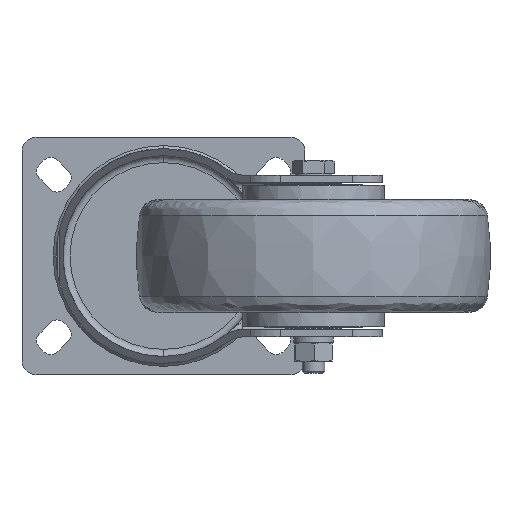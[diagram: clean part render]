
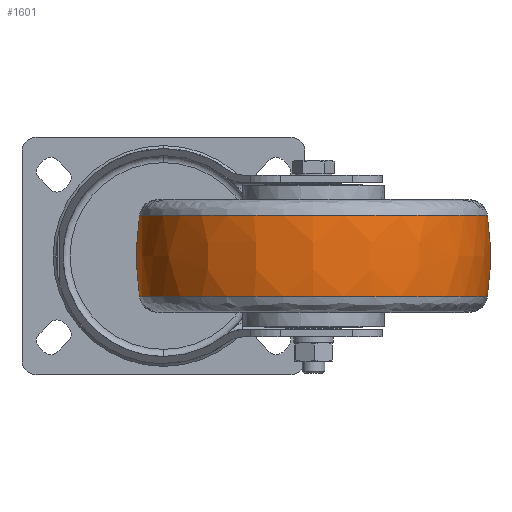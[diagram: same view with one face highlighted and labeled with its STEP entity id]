
A CAD part, front view. The second image highlights one B-rep face of the part: STEP entity #1601.
In plain terms, the highlighted free-form (B-spline) face has degree [3, 3] with [4, 4] control points.
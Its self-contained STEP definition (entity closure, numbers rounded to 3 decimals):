
#74 = VERTEX_POINT ( 'NONE', #9336 ) ;
#156 = FACE_OUTER_BOUND ( 'NONE', #8223, .T. ) ;
#642 = CIRCLE ( 'NONE', #9679, 61.467 ) ;
#692 = CARTESIAN_POINT ( 'NONE',  ( 114.467, -217.434, -14.337 ) ) ;
#736 = CARTESIAN_POINT ( 'NONE',  ( -8.467, -217.434, 14.337 ) ) ;
#1601 = ADVANCED_FACE ( 'NONE', ( #156 ), #4747, .T. ) ;
#1626 = CARTESIAN_POINT ( 'NONE',  ( 90.5, -94.5, 0. ) ) ;
#1653 = EDGE_CURVE ( 'NONE', #2532, #74, #642, .T. ) ;
#1784 = CARTESIAN_POINT ( 'NONE',  ( -8.467, -94.5, -14.337 ) ) ;
#2237 = CARTESIAN_POINT ( 'NONE',  ( 15.5, -94.5, 0. ) ) ;
#2478 = CIRCLE ( 'NONE', #4237, 61.467 ) ;
#2532 = VERTEX_POINT ( 'NONE', #8676 ) ;
#2560 = ORIENTED_EDGE ( 'NONE', *, *, #7969, .F. ) ;
#2709 = DIRECTION ( 'NONE',  ( -1., 0., 0. ) ) ;
#2821 = CARTESIAN_POINT ( 'NONE',  ( 114.467, -94.5, -14.337 ) ) ;
#2867 = CARTESIAN_POINT ( 'NONE',  ( 115.847, -220.194, -4.812 ) ) ;
#2986 = CARTESIAN_POINT ( 'NONE',  ( 53., -94.5, -14.337 ) ) ;
#3004 = AXIS2_PLACEMENT_3D ( 'NONE', #2237, #9653, #3317 ) ;
#3192 = CARTESIAN_POINT ( 'NONE',  ( 114.467, -94.5, 14.337 ) ) ;
#3317 = DIRECTION ( 'NONE',  ( 1., 0., 0. ) ) ;
#3616 = EDGE_CURVE ( 'NONE', #74, #5797, #9034, .T. ) ;
#3770 = VERTEX_POINT ( 'NONE', #9859 ) ;
#3925 = CARTESIAN_POINT ( 'NONE',  ( -9.847, -94.5, -4.812 ) ) ;
#4064 = DIRECTION ( 'NONE',  ( -1., 0., 0. ) ) ;
#4204 = CARTESIAN_POINT ( 'NONE',  ( 53., -94.5, 14.337 ) ) ;
#4237 = AXIS2_PLACEMENT_3D ( 'NONE', #4204, #11605, #5263 ) ;
#4747 =( BOUNDED_SURFACE ( )  B_SPLINE_SURFACE ( 3, 3, ( 
 ( #2821, #692, #8135, #1784 ),
 ( #9209, #2867, #10253, #3925 ),
 ( #11348, #5000, #12445, #6070 ),
 ( #13480, #7139, #736, #8177 ) ),
 .UNSPECIFIED., .F., .F., .F. ) 
 B_SPLINE_SURFACE_WITH_KNOTS ( ( 4, 4 ),
 ( 4, 4 ),
 ( 0., 1. ),
 ( 0., 1. ),
 .UNSPECIFIED. ) 
 GEOMETRIC_REPRESENTATION_ITEM ( )  RATIONAL_B_SPLINE_SURFACE ( (
 ( 1., 0.333, 0.333, 1.),
 ( 0.993, 0.331, 0.331, 0.993),
 ( 0.993, 0.331, 0.331, 0.993),
 ( 1., 0.333, 0.333, 1.) ) ) 
 REPRESENTATION_ITEM ( '' )  SURFACE ( )  );
#5000 = CARTESIAN_POINT ( 'NONE',  ( 115.847, -220.194, 4.812 ) ) ;
#5263 = DIRECTION ( 'NONE',  ( -1., 0., 0. ) ) ;
#5797 = VERTEX_POINT ( 'NONE', #3192 ) ;
#6070 = CARTESIAN_POINT ( 'NONE',  ( -9.847, -94.5, 4.812 ) ) ;
#7139 = CARTESIAN_POINT ( 'NONE',  ( 114.467, -217.434, 14.337 ) ) ;
#7398 = ORIENTED_EDGE ( 'NONE', *, *, #12085, .T. ) ;
#7960 = CIRCLE ( 'NONE', #10751, 100. ) ;
#7969 = EDGE_CURVE ( 'NONE', #2532, #3770, #7960, .T. ) ;
#8135 = CARTESIAN_POINT ( 'NONE',  ( -8.467, -217.434, -14.337 ) ) ;
#8177 = CARTESIAN_POINT ( 'NONE',  ( -8.467, -94.5, 14.337 ) ) ;
#8223 = EDGE_LOOP ( 'NONE', ( #12849, #10962, #7398, #2560 ) ) ;
#8676 = CARTESIAN_POINT ( 'NONE',  ( -8.467, -94.5, -14.337 ) ) ;
#9034 = CIRCLE ( 'NONE', #3004, 100. ) ;
#9046 = DIRECTION ( 'NONE',  ( 0., 1., 0. ) ) ;
#9209 = CARTESIAN_POINT ( 'NONE',  ( 115.847, -94.5, -4.812 ) ) ;
#9336 = CARTESIAN_POINT ( 'NONE',  ( 114.467, -94.5, -14.337 ) ) ;
#9653 = DIRECTION ( 'NONE',  ( 0., -1., 0. ) ) ;
#9679 = AXIS2_PLACEMENT_3D ( 'NONE', #2986, #10387, #4064 ) ;
#9859 = CARTESIAN_POINT ( 'NONE',  ( -8.467, -94.5, 14.337 ) ) ;
#10253 = CARTESIAN_POINT ( 'NONE',  ( -9.847, -220.194, -4.812 ) ) ;
#10387 = DIRECTION ( 'NONE',  ( 0., 0., 1. ) ) ;
#10751 = AXIS2_PLACEMENT_3D ( 'NONE', #1626, #9046, #2709 ) ;
#10962 = ORIENTED_EDGE ( 'NONE', *, *, #3616, .T. ) ;
#11348 = CARTESIAN_POINT ( 'NONE',  ( 115.847, -94.5, 4.812 ) ) ;
#11605 = DIRECTION ( 'NONE',  ( 0., 0., -1. ) ) ;
#12085 = EDGE_CURVE ( 'NONE', #5797, #3770, #2478, .T. ) ;
#12445 = CARTESIAN_POINT ( 'NONE',  ( -9.847, -220.194, 4.812 ) ) ;
#12849 = ORIENTED_EDGE ( 'NONE', *, *, #1653, .T. ) ;
#13480 = CARTESIAN_POINT ( 'NONE',  ( 114.467, -94.5, 14.337 ) ) ;
